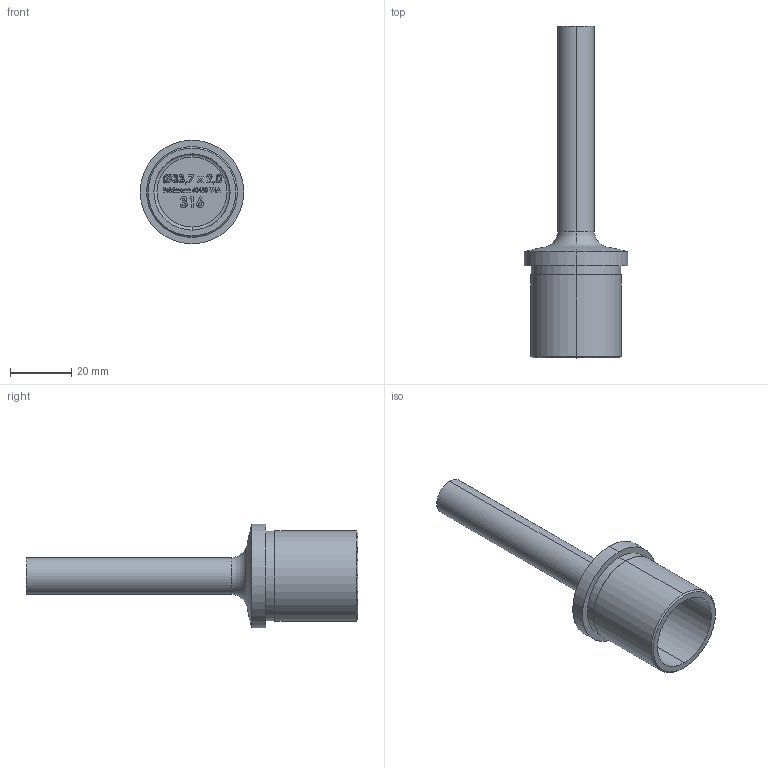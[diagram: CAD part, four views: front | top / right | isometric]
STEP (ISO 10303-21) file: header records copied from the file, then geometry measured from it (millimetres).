
FILE_DESCRIPTION (( 'STEP AP203' ), '1' );
FILE_NAME ('60410-V4A.step', '2019-09-12T08:11:56', ( '' ), ( '' ), 'SwSTEP 2.0', 'SolidWorks 2015', '' );
FILE_SCHEMA (( 'CONFIG_CONTROL_DESIGN' ));
Length unit declared in the file: millimetre
Products named in the file (1): 60410-V4A
Bounding box: 33.7 x 108 x 33.7 mm (x, y, z)
Volume: 18462.9 mm3; surface area: 10197.9 mm2
Topology: 1 solids, 1 shells, 386 faces, 1007 edges, 668 vertices
Faces by surface type: plane 218, bspline 150, cylinder 10, torus 6, cone 2
Entity records: 19860 total; most frequent: CARTESIAN_POINT 11292, ORIENTED_EDGE 2014, DIRECTION 1213, EDGE_CURVE 1007, LINE 675, VECTOR 675, VERTEX_POINT 668, EDGE_LOOP 431
